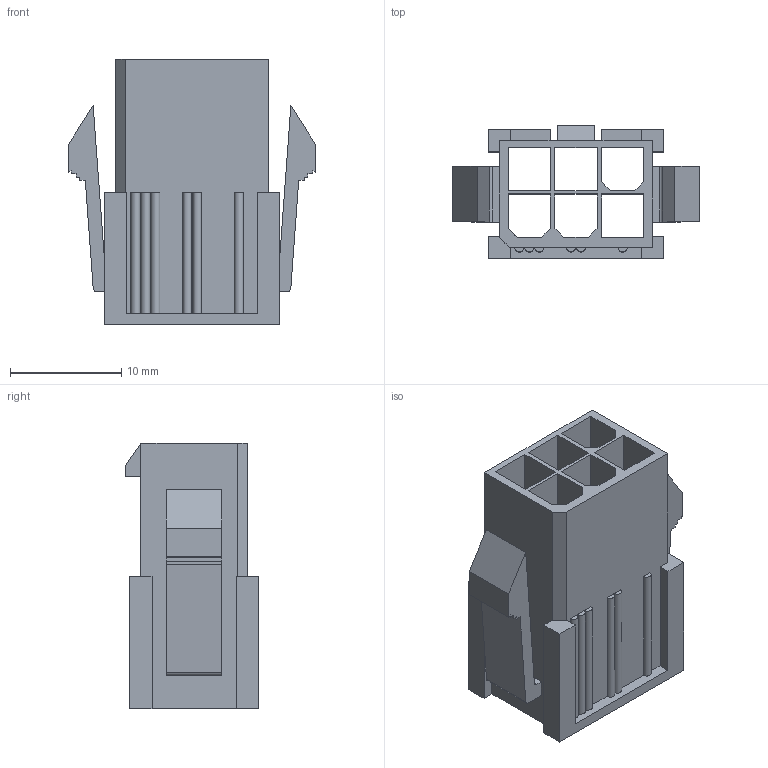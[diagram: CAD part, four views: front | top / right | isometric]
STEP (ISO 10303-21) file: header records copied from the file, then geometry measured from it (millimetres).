
FILE_DESCRIPTION( ( 'STEP AP214' ), '1' );
FILE_NAME( 'psolqas0736165748.stp', '2019-02-18T06:36:16', ( '' ), ( '' ), ' ', 'PARTsolutions', ' ' );
FILE_SCHEMA( ( 'AUTOMOTIVE_DESIGN { 1 0 10303 214 1 1 1 1 }' ) );
Length unit declared in the file: metre
Products named in the file (1): 1
Bounding box: 22.2 x 12 x 23.9 mm (x, y, z)
Volume: 1522.9 mm3; surface area: 4088.5 mm2
Topology: 1 solids, 1 shells, 142 faces, 388 edges, 250 vertices
Faces by surface type: plane 132, cylinder 10
Entity records: 4423 total; most frequent: CARTESIAN_POINT 781, ORIENTED_EDGE 776, DIRECTION 694, EDGE_CURVE 388, LINE 368, VECTOR 368, VERTEX_POINT 250, AXIS2_PLACEMENT_3D 163
